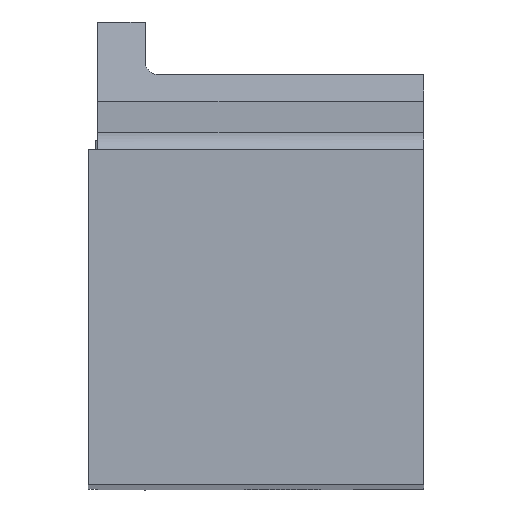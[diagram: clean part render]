
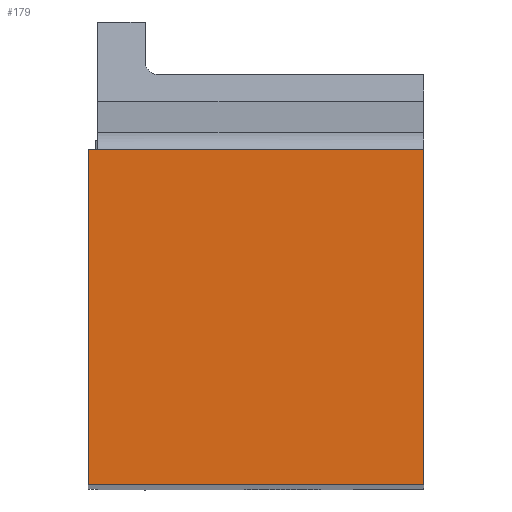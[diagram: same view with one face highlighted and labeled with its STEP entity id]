
A CAD part, top view. The second image highlights one B-rep face of the part: STEP entity #179.
In plain terms, the highlighted planar face has unit normal (0, 0, 1).
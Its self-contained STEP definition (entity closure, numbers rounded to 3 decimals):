
#179=ADVANCED_FACE('',(#357),#286,.T.);
#286=PLANE('',#2749);
#357=FACE_OUTER_BOUND('',#483,.T.);
#483=EDGE_LOOP('',(#810,#811,#812,#813));
#810=ORIENTED_EDGE('',*,*,#1682,.F.);
#811=ORIENTED_EDGE('',*,*,#1663,.F.);
#812=ORIENTED_EDGE('',*,*,#1660,.T.);
#813=ORIENTED_EDGE('',*,*,#1656,.F.);
#1377=VERTEX_POINT('',#4330);
#1378=VERTEX_POINT('',#4332);
#1381=VERTEX_POINT('',#4340);
#1383=VERTEX_POINT('',#4346);
#1656=EDGE_CURVE('',#1377,#1378,#2262,.T.);
#1660=EDGE_CURVE('',#1381,#1378,#2265,.T.);
#1663=EDGE_CURVE('',#1381,#1383,#2267,.T.);
#1682=EDGE_CURVE('',#1383,#1377,#2282,.T.);
#2262=LINE('',#4331,#2463);
#2265=LINE('',#4339,#2466);
#2267=LINE('',#4345,#2468);
#2282=LINE('',#4394,#2483);
#2463=VECTOR('',#3092,1.);
#2466=VECTOR('',#3099,1.);
#2468=VECTOR('',#3105,1.);
#2483=VECTOR('',#3134,1.);
#2749=AXIS2_PLACEMENT_3D('',#4400,#3141,#3142);
#3092=DIRECTION('',(0.,1.,0.));
#3099=DIRECTION('',(-1.,0.,0.));
#3105=DIRECTION('',(0.,-1.,0.));
#3134=DIRECTION('',(-1.,0.,0.));
#3141=DIRECTION('',(0.,0.,1.));
#3142=DIRECTION('',(-1.,0.,0.));
#4330=CARTESIAN_POINT('',(-12.7,0.,0.));
#4331=CARTESIAN_POINT('',(-12.7,0.,0.));
#4332=CARTESIAN_POINT('',(-12.7,12.7,0.));
#4339=CARTESIAN_POINT('',(0.,12.7,0.));
#4340=CARTESIAN_POINT('',(0.,12.7,0.));
#4345=CARTESIAN_POINT('',(0.,12.7,0.));
#4346=CARTESIAN_POINT('',(0.,0.,0.));
#4394=CARTESIAN_POINT('',(0.,0.,0.));
#4400=CARTESIAN_POINT('',(-6.35,6.35,0.));
